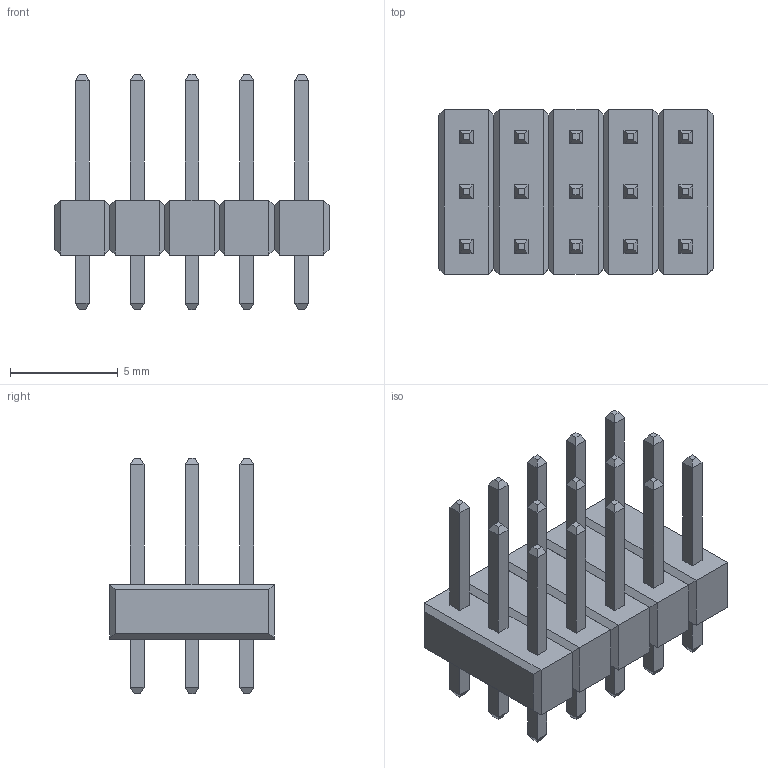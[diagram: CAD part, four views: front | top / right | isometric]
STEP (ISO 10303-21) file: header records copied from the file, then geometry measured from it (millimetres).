
FILE_DESCRIPTION (( 'STEP AP214' ), '1' );
FILE_NAME ('TSW-105-07-x-T.STEP', '2022-07-06T12:18:25', ( '' ), ( '' ), 'SwSTEP 2.0', 'SolidWorks 2018', '' );
FILE_SCHEMA (( 'AUTOMOTIVE_DESIGN' ));
Length unit declared in the file: millimetre
Products named in the file (1): TSW-105-07-x-T
Bounding box: 12.7 x 7.62 x 10.92 mm (x, y, z)
Volume: 288.7 mm3; surface area: 610.6 mm2
Topology: 1 solids, 1 shells, 332 faces, 724 edges, 424 vertices
Faces by surface type: plane 332
Entity records: 12326 total; most frequent: CARTESIAN_POINT 1481, ORIENTED_EDGE 1448, DIRECTION 1390, EDGE_CURVE 724, VECTOR 724, LINE 724, VERTEX_POINT 424, EDGE_LOOP 362
